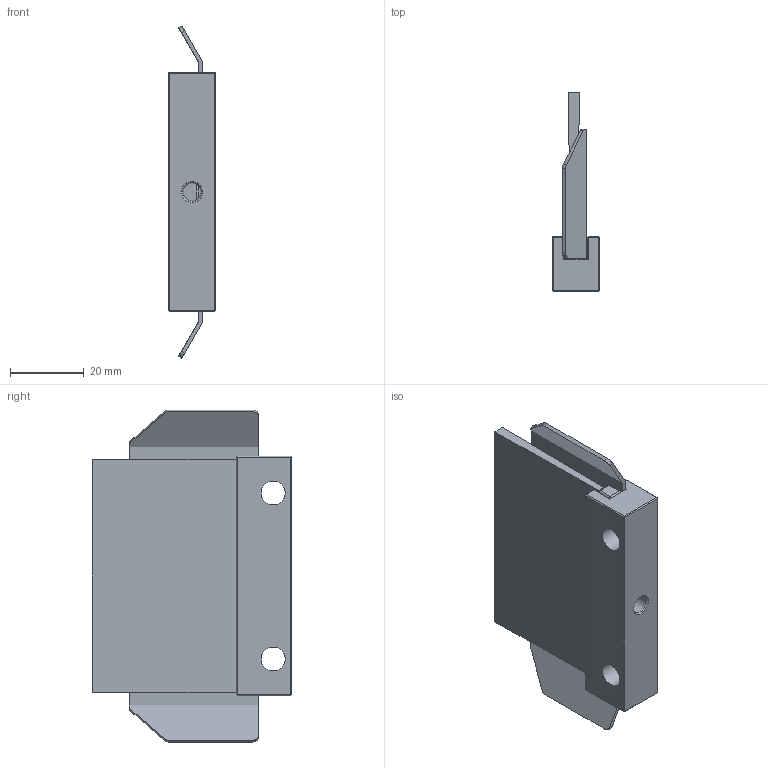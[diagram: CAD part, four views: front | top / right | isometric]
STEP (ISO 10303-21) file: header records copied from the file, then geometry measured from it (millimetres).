
FILE_DESCRIPTION((''),'2;1');
FILE_NAME('ECOSY_Sonderbuerste_mit_Durchgangsloch_6_5_VA_27005076.stp','2006-11-30T08:50:48',('ScheitB'),(''),'Autodesk Inventor 10','Autodesk Inventor 10','');
FILE_SCHEMA(('AUTOMOTIVE_DESIGN { 1 0 10303 214 1 1 1 1 }'));
Length unit declared in the file: millimetre
Products named in the file (5): Zusammenbaustreifenbuerste_ohne_Gewinde_Anschlussgewinde M6; eckle02a_M6; ecstr01a; ecble01a; DIN 914  M4 x 5
Assembly tree (6 placements, depth 2):
  Zusammenbaustreifenbuerste_ohne_Gewinde_Anschlussgewinde M6
    eckle02a_M6
    ecstr01a
    ecble01a
    DIN 914  M4 x 5  x3
Bounding box: 13 x 54 x 90 mm (x, y, z)
Volume: 20171.7 mm3; surface area: 18485.2 mm2
Topology: 6 solids, 6 shells, 136 faces, 325 edges, 191 vertices
Faces by surface type: plane 85, cylinder 26, cone 13, sphere 8, bspline 4
Full cylindrical faces by diameter (mm): 2 x3, 4 x3, 6.5 x2
Entity records: 3231 total; most frequent: CARTESIAN_POINT 590, DIRECTION 534, ORIENTED_EDGE 474, EDGE_CURVE 237, AXIS2_PLACEMENT_3D 182, VECTOR 170, LINE 170, EDGE_LOOP 149
